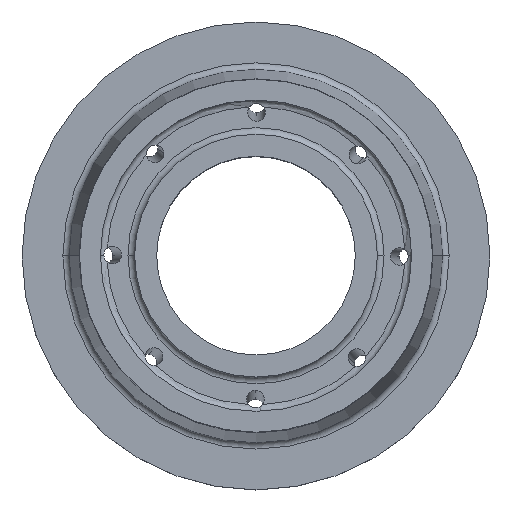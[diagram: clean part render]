
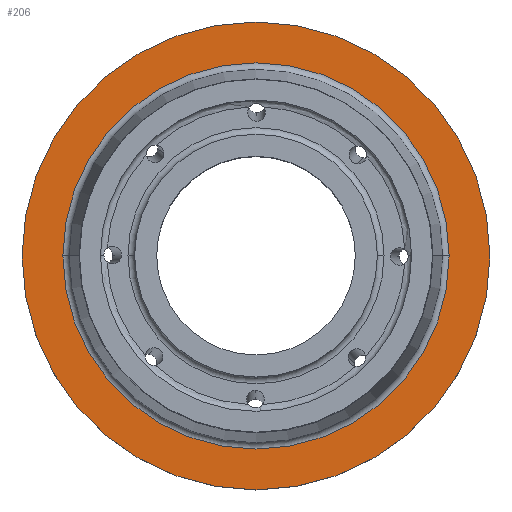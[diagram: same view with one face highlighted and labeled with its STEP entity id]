
A CAD part, top view. The second image highlights one B-rep face of the part: STEP entity #206.
In plain terms, the highlighted planar face has unit normal (0, 0, 1).
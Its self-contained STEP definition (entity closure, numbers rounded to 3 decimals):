
#64 = AXIS2_PLACEMENT_3D ( 'NONE', #132, #2632, #236 ) ;
#87 = CIRCLE ( 'NONE', #64, 106. ) ;
#119 = AXIS2_PLACEMENT_3D ( 'NONE', #3053, #2993, #2507 ) ;
#132 = CARTESIAN_POINT ( 'NONE',  ( 0., 0., 25. ) ) ;
#202 = CARTESIAN_POINT ( 'NONE',  ( -106., 0., 25. ) ) ;
#206 = ADVANCED_FACE ( 'NONE', ( #1255, #1253 ), #1566, .F. ) ;
#233 = CARTESIAN_POINT ( 'NONE',  ( 0., 0., 25. ) ) ;
#236 = DIRECTION ( 'NONE',  ( 1., 0., 0. ) ) ;
#248 = DIRECTION ( 'NONE',  ( 0., 0., 1. ) ) ;
#263 = EDGE_CURVE ( 'NONE', #876, #2963, #378, .T. ) ;
#286 = DIRECTION ( 'NONE',  ( 1., 0., 0. ) ) ;
#299 = DIRECTION ( 'NONE',  ( 0., 0., 1. ) ) ;
#378 = CIRCLE ( 'NONE', #808, 87.5 ) ;
#534 = CARTESIAN_POINT ( 'NONE',  ( 106., 0., 25. ) ) ;
#602 = CARTESIAN_POINT ( 'NONE',  ( 87.5, 0., 25. ) ) ;
#795 = CARTESIAN_POINT ( 'NONE',  ( 0., 0., 25. ) ) ;
#808 = AXIS2_PLACEMENT_3D ( 'NONE', #2826, #2906, #2973 ) ;
#819 = DIRECTION ( 'NONE',  ( 1., 0., 0. ) ) ;
#876 = VERTEX_POINT ( 'NONE', #1817 ) ;
#911 = ORIENTED_EDGE ( 'NONE', *, *, #2223, .T. ) ;
#1149 = ORIENTED_EDGE ( 'NONE', *, *, #263, .F. ) ;
#1209 = EDGE_CURVE ( 'NONE', #2012, #2668, #2009, .T. ) ;
#1253 = FACE_OUTER_BOUND ( 'NONE', #1758, .T. ) ;
#1255 = FACE_BOUND ( 'NONE', #2950, .T. ) ;
#1355 = ORIENTED_EDGE ( 'NONE', *, *, #1378, .F. ) ;
#1378 = EDGE_CURVE ( 'NONE', #2963, #876, #2794, .T. ) ;
#1413 = AXIS2_PLACEMENT_3D ( 'NONE', #233, #248, #286 ) ;
#1566 = PLANE ( 'NONE',  #119 ) ;
#1758 = EDGE_LOOP ( 'NONE', ( #911, #1798 ) ) ;
#1798 = ORIENTED_EDGE ( 'NONE', *, *, #1209, .T. ) ;
#1817 = CARTESIAN_POINT ( 'NONE',  ( -87.5, 0., 25. ) ) ;
#2009 = CIRCLE ( 'NONE', #2810, 106. ) ;
#2012 = VERTEX_POINT ( 'NONE', #202 ) ;
#2223 = EDGE_CURVE ( 'NONE', #2668, #2012, #87, .T. ) ;
#2507 = DIRECTION ( 'NONE',  ( -1., 0., 0. ) ) ;
#2632 = DIRECTION ( 'NONE',  ( 0., 0., 1. ) ) ;
#2668 = VERTEX_POINT ( 'NONE', #534 ) ;
#2794 = CIRCLE ( 'NONE', #1413, 87.5 ) ;
#2810 = AXIS2_PLACEMENT_3D ( 'NONE', #795, #299, #819 ) ;
#2826 = CARTESIAN_POINT ( 'NONE',  ( 0., 0., 25. ) ) ;
#2906 = DIRECTION ( 'NONE',  ( 0., 0., 1. ) ) ;
#2950 = EDGE_LOOP ( 'NONE', ( #1355, #1149 ) ) ;
#2963 = VERTEX_POINT ( 'NONE', #602 ) ;
#2973 = DIRECTION ( 'NONE',  ( 1., 0., 0. ) ) ;
#2993 = DIRECTION ( 'NONE',  ( 0., 0., -1. ) ) ;
#3053 = CARTESIAN_POINT ( 'NONE',  ( 0., 87.5, 25. ) ) ;
